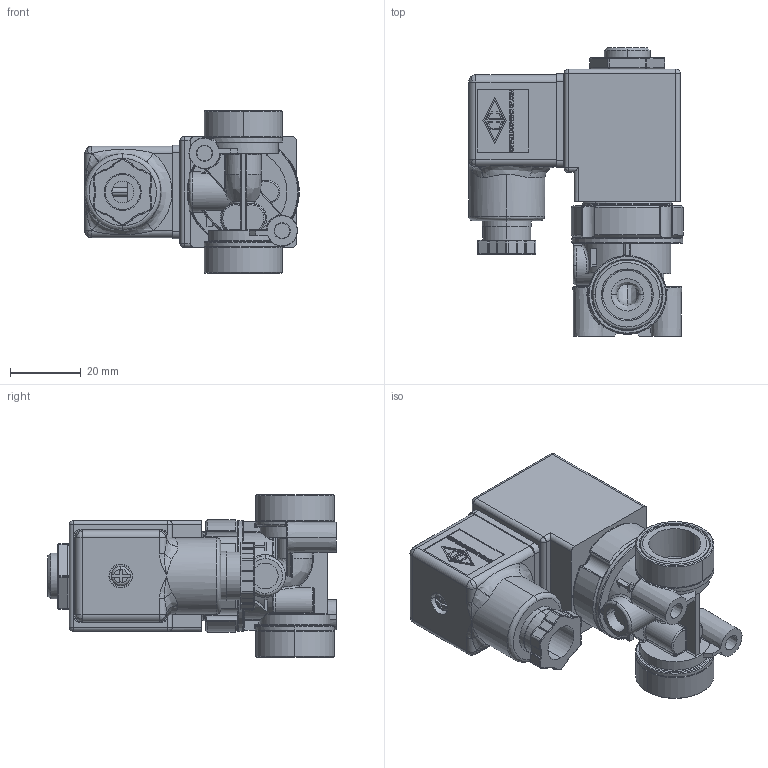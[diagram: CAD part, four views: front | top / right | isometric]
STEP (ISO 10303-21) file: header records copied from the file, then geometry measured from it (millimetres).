
FILE_DESCRIPTION (( 'STEP AP214' ), '1' );
FILE_NAME ('DVP-2DC3F-24D.step', '2016-04-27T15:31:00', ( '' ), ( '' ), 'SwSTEP 2.0', 'SolidWorks 2015', '' );
FILE_SCHEMA (( 'AUTOMOTIVE_DESIGN' ));
Length unit declared in the file: inch
Products named in the file (1): DVP-2DC3F-24D
Bounding box: 60.83 x 81.69 x 46.05 mm (x, y, z)
Volume: 64858.7 mm3; surface area: 35136.9 mm2
Topology: 2 solids, 5 shells, 1760 faces, 4648 edges, 2922 vertices
Faces by surface type: plane 802, bspline 552, cylinder 336, cone 58, torus 12
Entity records: 64862 total; most frequent: CARTESIAN_POINT 24155, ORIENTED_EDGE 9136, DIRECTION 6863, EDGE_CURVE 4568, VERTEX_POINT 2920, VECTOR 2543, LINE 2543, AXIS2_PLACEMENT_3D 2160
